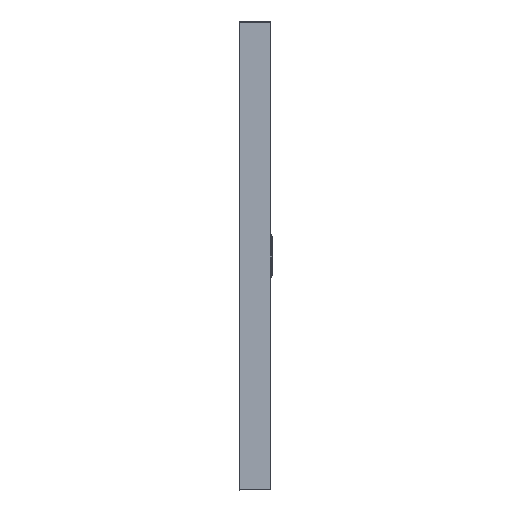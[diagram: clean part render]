
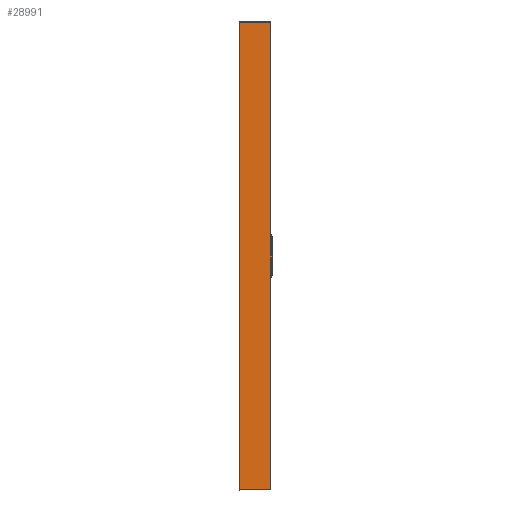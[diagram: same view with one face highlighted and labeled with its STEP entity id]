
A CAD part, left-side view. The second image highlights one B-rep face of the part: STEP entity #28991.
In plain terms, the highlighted planar face has unit normal (-1, -0.026, 0).
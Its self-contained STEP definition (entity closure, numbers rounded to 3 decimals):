
#719 = FACE_OUTER_BOUND ( 'NONE', #23171, .T. ) ;
#4327 = CARTESIAN_POINT ( 'NONE',  ( 1.571, 0., -448.429 ) ) ;
#4958 = PLANE ( 'NONE',  #43308 ) ;
#5724 = LINE ( 'NONE', #46842, #25084 ) ;
#7595 = VECTOR ( 'NONE', #28844, 1000. ) ;
#9327 = DIRECTION ( 'NONE',  ( 0., 0., 1. ) ) ;
#9752 = LINE ( 'NONE', #47253, #7595 ) ;
#13948 = EDGE_CURVE ( 'NONE', #36020, #34773, #9752, .T. ) ;
#14315 = DIRECTION ( 'NONE',  ( -0.026, 0.999, -0.026 ) ) ;
#15484 = CARTESIAN_POINT ( 'NONE',  ( 1.571, 0., 448.429 ) ) ;
#17234 = EDGE_CURVE ( 'NONE', #23783, #55063, #5724, .T. ) ;
#19999 = CARTESIAN_POINT ( 'NONE',  ( 0., 60., -450. ) ) ;
#23171 = EDGE_LOOP ( 'NONE', ( #51900, #49320, #55953, #47969 ) ) ;
#23783 = VERTEX_POINT ( 'NONE', #47574 ) ;
#24355 = CARTESIAN_POINT ( 'NONE',  ( 0., 60., 425. ) ) ;
#25084 = VECTOR ( 'NONE', #9327, 1000. ) ;
#28844 = DIRECTION ( 'NONE',  ( 0., 0., -1. ) ) ;
#28991 = ADVANCED_FACE ( 'NONE', ( #719 ), #4958, .T. ) ;
#33110 = DIRECTION ( 'NONE',  ( 0.026, -1., 0. ) ) ;
#34773 = VERTEX_POINT ( 'NONE', #19999 ) ;
#36020 = VERTEX_POINT ( 'NONE', #48264 ) ;
#38465 = LINE ( 'NONE', #15484, #57653 ) ;
#38825 = EDGE_CURVE ( 'NONE', #55063, #36020, #38465, .T. ) ;
#43308 = AXIS2_PLACEMENT_3D ( 'NONE', #24355, #46981, #33110 ) ;
#46656 = LINE ( 'NONE', #4327, #50403 ) ;
#46842 = CARTESIAN_POINT ( 'NONE',  ( 1.571, 0., 425. ) ) ;
#46981 = DIRECTION ( 'NONE',  ( -1., -0.026, 0. ) ) ;
#47253 = CARTESIAN_POINT ( 'NONE',  ( 0., 60., 425. ) ) ;
#47574 = CARTESIAN_POINT ( 'NONE',  ( 1.571, 0., -448.429 ) ) ;
#47969 = ORIENTED_EDGE ( 'NONE', *, *, #17234, .T. ) ;
#48264 = CARTESIAN_POINT ( 'NONE',  ( 0., 60., 450. ) ) ;
#49320 = ORIENTED_EDGE ( 'NONE', *, *, #13948, .T. ) ;
#49565 = EDGE_CURVE ( 'NONE', #23783, #34773, #46656, .T. ) ;
#50403 = VECTOR ( 'NONE', #14315, 1000. ) ;
#51900 = ORIENTED_EDGE ( 'NONE', *, *, #38825, .T. ) ;
#52366 = DIRECTION ( 'NONE',  ( -0.026, 0.999, 0.026 ) ) ;
#55063 = VERTEX_POINT ( 'NONE', #56513 ) ;
#55953 = ORIENTED_EDGE ( 'NONE', *, *, #49565, .F. ) ;
#56513 = CARTESIAN_POINT ( 'NONE',  ( 1.571, 0., 448.429 ) ) ;
#57653 = VECTOR ( 'NONE', #52366, 1000. ) ;
